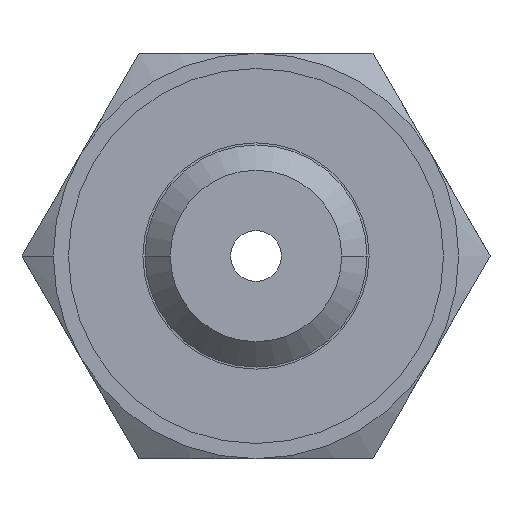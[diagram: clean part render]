
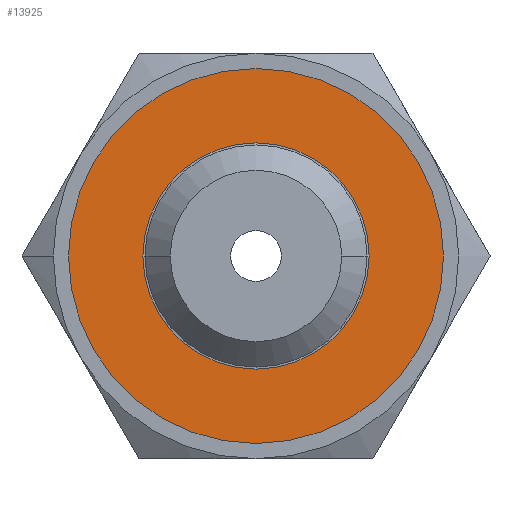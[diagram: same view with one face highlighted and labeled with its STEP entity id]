
A CAD part, front view. The second image highlights one B-rep face of the part: STEP entity #13925.
In plain terms, the highlighted planar face has unit normal (0, -1, 0).
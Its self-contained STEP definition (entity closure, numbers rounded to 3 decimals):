
#697 = CIRCLE ( 'NONE', #18141, 6.7 ) ;
#1108 = CIRCLE ( 'NONE', #14096, 11.1 ) ;
#1183 = EDGE_CURVE ( 'NONE', #10153, #8758, #13376, .T. ) ;
#1372 = PLANE ( 'NONE',  #20478 ) ;
#2601 = ORIENTED_EDGE ( 'NONE', *, *, #6199, .T. ) ;
#3343 = AXIS2_PLACEMENT_3D ( 'NONE', #17695, #10774, #10892 ) ;
#3462 = DIRECTION ( 'NONE',  ( -1., 0., 0. ) ) ;
#4140 = ORIENTED_EDGE ( 'NONE', *, *, #1183, .F. ) ;
#5545 = CIRCLE ( 'NONE', #7768, 6.7 ) ;
#6199 = EDGE_CURVE ( 'NONE', #9425, #19195, #697, .T. ) ;
#6278 = EDGE_CURVE ( 'NONE', #19195, #9425, #5545, .T. ) ;
#7768 = AXIS2_PLACEMENT_3D ( 'NONE', #15369, #19318, #22413 ) ;
#8758 = VERTEX_POINT ( 'NONE', #14095 ) ;
#9131 = EDGE_CURVE ( 'NONE', #8758, #10153, #1108, .T. ) ;
#9238 = CARTESIAN_POINT ( 'NONE',  ( 0., 0., 0. ) ) ;
#9425 = VERTEX_POINT ( 'NONE', #12408 ) ;
#10153 = VERTEX_POINT ( 'NONE', #14683 ) ;
#10390 = ORIENTED_EDGE ( 'NONE', *, *, #9131, .F. ) ;
#10774 = DIRECTION ( 'NONE',  ( 0., 1., 0. ) ) ;
#10892 = DIRECTION ( 'NONE',  ( -1., 0., 0. ) ) ;
#11279 = CARTESIAN_POINT ( 'NONE',  ( 6.7, 0., 0. ) ) ;
#11778 = FACE_BOUND ( 'NONE', #21107, .T. ) ;
#12321 = CARTESIAN_POINT ( 'NONE',  ( 0., 0., 0. ) ) ;
#12408 = CARTESIAN_POINT ( 'NONE',  ( -6.7, 0., 0. ) ) ;
#12435 = EDGE_LOOP ( 'NONE', ( #4140, #10390 ) ) ;
#13376 = CIRCLE ( 'NONE', #3343, 11.1 ) ;
#13925 = ADVANCED_FACE ( 'NONE', ( #11778, #20762 ), #1372, .F. ) ;
#14095 = CARTESIAN_POINT ( 'NONE',  ( -11.1, 0., 0. ) ) ;
#14096 = AXIS2_PLACEMENT_3D ( 'NONE', #12321, #14252, #3462 ) ;
#14252 = DIRECTION ( 'NONE',  ( 0., 1., 0. ) ) ;
#14683 = CARTESIAN_POINT ( 'NONE',  ( 11.1, 0., 0. ) ) ;
#15369 = CARTESIAN_POINT ( 'NONE',  ( 0., 0., 0. ) ) ;
#17695 = CARTESIAN_POINT ( 'NONE',  ( 0., 0., 0. ) ) ;
#18037 = DIRECTION ( 'NONE',  ( 0., 1., 0. ) ) ;
#18141 = AXIS2_PLACEMENT_3D ( 'NONE', #9238, #18037, #21388 ) ;
#18394 = ORIENTED_EDGE ( 'NONE', *, *, #6278, .T. ) ;
#19195 = VERTEX_POINT ( 'NONE', #11279 ) ;
#19318 = DIRECTION ( 'NONE',  ( 0., 1., 0. ) ) ;
#19754 = DIRECTION ( 'NONE',  ( 0., 1., 0. ) ) ;
#20478 = AXIS2_PLACEMENT_3D ( 'NONE', #21452, #19754, #21573 ) ;
#20762 = FACE_OUTER_BOUND ( 'NONE', #12435, .T. ) ;
#21107 = EDGE_LOOP ( 'NONE', ( #2601, #18394 ) ) ;
#21388 = DIRECTION ( 'NONE',  ( -1., 0., 0. ) ) ;
#21452 = CARTESIAN_POINT ( 'NONE',  ( -16., 0., 0. ) ) ;
#21573 = DIRECTION ( 'NONE',  ( -1., 0., 0. ) ) ;
#22413 = DIRECTION ( 'NONE',  ( -1., 0., 0. ) ) ;
